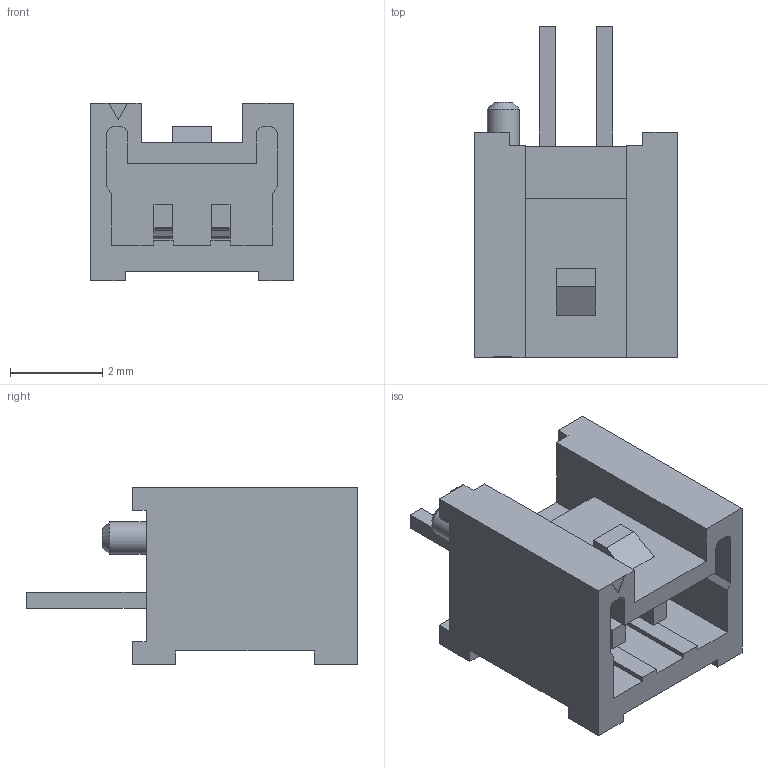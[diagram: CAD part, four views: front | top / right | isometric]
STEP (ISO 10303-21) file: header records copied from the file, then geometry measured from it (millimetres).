
FILE_DESCRIPTION(/* description */ (''),/* implementation_level */ '2;1');
FILE_NAME(/* name */ '2200970271wbm000_01_214.stp',/* time_stamp */ '2024-02-15T09:55:31+05:00',/* author */ (''),/* organization */ (''),/* preprocessor_version */ 'ST-DEVELOPER v16.7',/* originating_system */ 'SIEMENS PLM Software NX 1919',/* authorisation */ '');
FILE_SCHEMA (('AUTOMOTIVE_DESIGN { 1 0 10303 214 3 1 1 1 }'));
Length unit declared in the file: millimetre
Products named in the file (1): 2200970271wbm000_01
Bounding box: 4.4 x 7.19 x 3.85 mm (x, y, z)
Volume: 44.7 mm3; surface area: 175.7 mm2
Topology: 1 solids, 1 shells, 106 faces, 290 edges, 193 vertices
Faces by surface type: plane 92, cylinder 13, cone 1
Full cylindrical faces by diameter (mm): 0.7 x1
Entity records: 3327 total; most frequent: CARTESIAN_POINT 588, ORIENTED_EDGE 576, DIRECTION 529, EDGE_CURVE 288, LINE 261, VECTOR 261, VERTEX_POINT 193, AXIS2_PLACEMENT_3D 134
